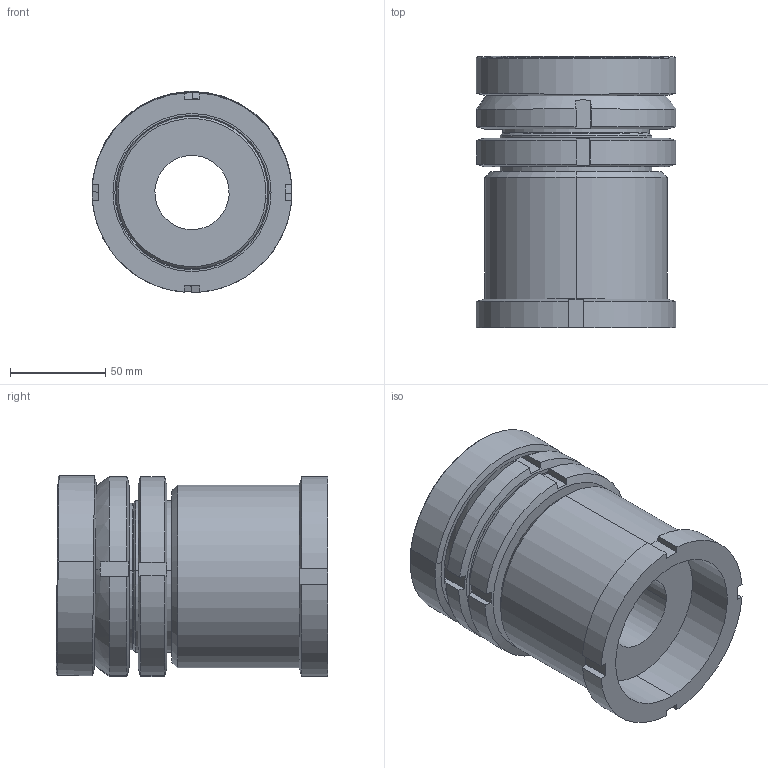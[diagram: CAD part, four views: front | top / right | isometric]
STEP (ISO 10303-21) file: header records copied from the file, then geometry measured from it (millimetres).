
FILE_DESCRIPTION (( 'STEP AP214' ), '1' );
FILE_NAME ('KVSK 80-39 0-0.STEP', '2015-10-09T10:49:54', ( '' ), ( '' ), 'SwSTEP 2.0', 'SolidWorks 2015', '' );
FILE_SCHEMA (( 'AUTOMOTIVE_DESIGN' ));
Length unit declared in the file: millimetre
Products named in the file (5): KVS 80-39 1-0 A1; KAS 80 2-0 A1; KVSK 80-39 0-0; HVS 80 2-0 A1; KM 80-0 A1
Assembly tree (4 placements, depth 2):
  KVSK 80-39 0-0
    HVS 80 2-0 A1
    KAS 80 2-0 A1
    KVS 80-39 1-0 A1
    KM 80-0 A1
Bounding box: 105 x 142.7 x 105.59 mm (x, y, z)
Volume: 795743.8 mm3; surface area: 146558.1 mm2
Topology: 4 solids, 4 shells, 128 faces, 308 edges, 194 vertices
Faces by surface type: plane 50, cylinder 40, cone 28, torus 6, sphere 4
Entity records: 4168 total; most frequent: CARTESIAN_POINT 901, DIRECTION 658, ORIENTED_EDGE 616, EDGE_CURVE 308, AXIS2_PLACEMENT_3D 271, VERTEX_POINT 194, EDGE_LOOP 142, CIRCLE 136
